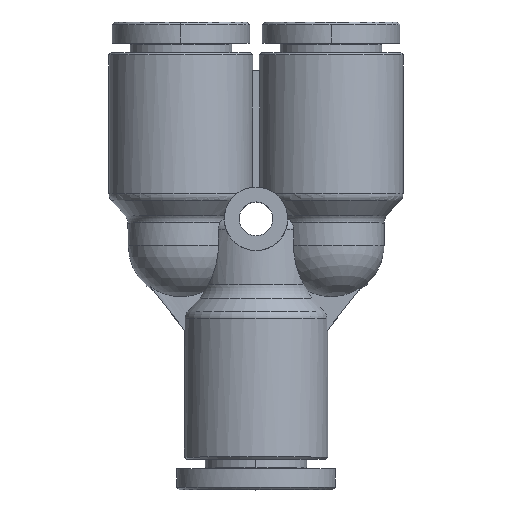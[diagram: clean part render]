
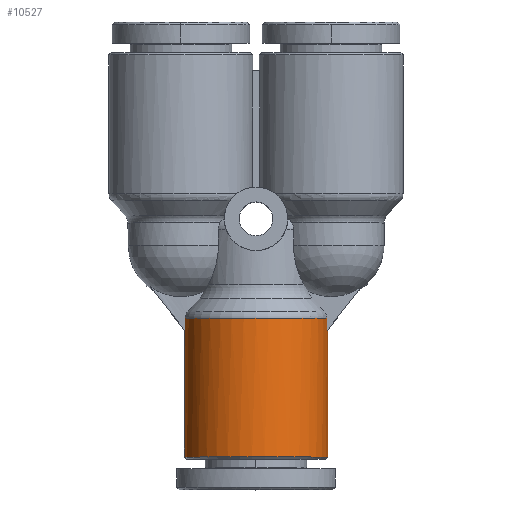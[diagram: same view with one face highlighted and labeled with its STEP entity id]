
A CAD part, top view. The second image highlights one B-rep face of the part: STEP entity #10527.
In plain terms, the highlighted cylindrical face has radius 6.8 mm (diameter 13.6 mm), a partial arc.
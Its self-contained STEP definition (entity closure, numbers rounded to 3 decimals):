
#1206=CYLINDRICAL_SURFACE('',#23848,6.8);
#1286=FACE_OUTER_BOUND('',#2482,.F.);
#2482=EDGE_LOOP('',(#3792,#3793,#3794,#3795,#3796,#3797,#3798,#3799,#3800));
#3792=ORIENTED_EDGE('',*,*,#18121,.F.);
#3793=ORIENTED_EDGE('',*,*,#18122,.F.);
#3794=ORIENTED_EDGE('',*,*,#18123,.T.);
#3795=ORIENTED_EDGE('',*,*,#18124,.F.);
#3796=ORIENTED_EDGE('',*,*,#18125,.F.);
#3797=ORIENTED_EDGE('',*,*,#18126,.F.);
#3798=ORIENTED_EDGE('',*,*,#21380,.F.);
#3799=ORIENTED_EDGE('',*,*,#18128,.T.);
#3800=ORIENTED_EDGE('',*,*,#21379,.F.);
#10527=ADVANCED_FACE('',(#1286),#1206,.T.);
#11729=LINE('',#33013,#14637);
#11730=LINE('',#33015,#14638);
#14595=LINE('',#38329,#17503);
#14596=LINE('',#38330,#17504);
#14637=VECTOR('',#25033,1.117);
#14638=VECTOR('',#25036,1.117);
#17503=VECTOR('',#28079,12.);
#17504=VECTOR('',#28080,12.);
#17586=B_SPLINE_CURVE_WITH_KNOTS('',3,(#33017,#33018,#33019,#33020,#33021,
#33022),.UNSPECIFIED.,.F.,.F.,(4,1,1,4),(0.,0.389,0.611,
1.),.UNSPECIFIED.);
#17931=CIRCLE('',#23742,6.8);
#17932=CIRCLE('',#23743,6.8);
#17933=CIRCLE('',#23744,6.8);
#17935=CIRCLE('',#23746,6.8);
#18121=EDGE_CURVE('',#23588,#23589,#17931,.T.);
#18122=EDGE_CURVE('',#23587,#23588,#11729,.T.);
#18123=EDGE_CURVE('',#23587,#23586,#17932,.T.);
#18124=EDGE_CURVE('',#23585,#23586,#11730,.T.);
#18125=EDGE_CURVE('',#23584,#23585,#17933,.T.);
#18126=EDGE_CURVE('',#23594,#23584,#17586,.T.);
#18128=EDGE_CURVE('',#23581,#23583,#17935,.T.);
#21379=EDGE_CURVE('',#23589,#23583,#14595,.T.);
#21380=EDGE_CURVE('',#23581,#23594,#14596,.T.);
#23581=VERTEX_POINT('',#32493);
#23583=VERTEX_POINT('',#32495);
#23584=VERTEX_POINT('',#32496);
#23585=VERTEX_POINT('',#32497);
#23586=VERTEX_POINT('',#32498);
#23587=VERTEX_POINT('',#32499);
#23588=VERTEX_POINT('',#32500);
#23589=VERTEX_POINT('',#32501);
#23594=VERTEX_POINT('',#32506);
#23742=AXIS2_PLACEMENT_3D('',#33012,#25031,#25032);
#23743=AXIS2_PLACEMENT_3D('',#33014,#25034,#25035);
#23744=AXIS2_PLACEMENT_3D('',#33016,#25037,#25038);
#23746=AXIS2_PLACEMENT_3D('',#33024,#25041,#25042);
#23848=AXIS2_PLACEMENT_3D('',#38895,#28141,#28142);
#25031=DIRECTION('',(0.,-1.,0.));
#25032=DIRECTION('',(-0.983,0.,0.184));
#25033=DIRECTION('',(0.,-1.,0.));
#25034=DIRECTION('',(0.,1.,0.));
#25035=DIRECTION('',(-0.983,0.,0.184));
#25036=DIRECTION('',(0.,1.,0.));
#25037=DIRECTION('',(0.,-1.,0.));
#25038=DIRECTION('',(0.993,0.,0.121));
#25041=DIRECTION('',(0.,-1.,0.));
#25042=DIRECTION('',(0.993,0.,-0.121));
#28079=DIRECTION('',(0.,-1.,0.));
#28080=DIRECTION('',(0.,1.,0.));
#28141=DIRECTION('',(0.,1.,0.));
#28142=DIRECTION('',(-0.999,0.,0.034));
#32493=CARTESIAN_POINT('',(24.946,-9.902,30.463));
#32495=CARTESIAN_POINT('',(11.446,-9.902,32.109));
#32496=CARTESIAN_POINT('',(24.946,2.098,32.109));
#32497=CARTESIAN_POINT('',(24.88,2.098,32.536));
#32498=CARTESIAN_POINT('',(24.88,3.215,32.536));
#32499=CARTESIAN_POINT('',(11.512,3.215,32.536));
#32500=CARTESIAN_POINT('',(11.512,2.098,32.536));
#32501=CARTESIAN_POINT('',(11.446,2.098,32.109));
#32506=CARTESIAN_POINT('',(24.946,2.098,30.463));
#33012=CARTESIAN_POINT('',(18.196,2.098,31.286));
#33013=CARTESIAN_POINT('',(11.512,3.215,32.536));
#33014=CARTESIAN_POINT('',(18.196,3.215,31.286));
#33015=CARTESIAN_POINT('',(24.88,2.098,32.536));
#33016=CARTESIAN_POINT('',(18.196,2.098,31.286));
#33017=CARTESIAN_POINT('',(24.946,2.098,30.463));
#33018=CARTESIAN_POINT('',(24.972,2.131,30.673));
#33019=CARTESIAN_POINT('',(24.997,2.163,31.009));
#33020=CARTESIAN_POINT('',(24.997,2.163,31.562));
#33021=CARTESIAN_POINT('',(24.972,2.131,31.898));
#33022=CARTESIAN_POINT('',(24.946,2.098,32.109));
#33024=CARTESIAN_POINT('',(18.196,-9.902,31.286));
#38329=CARTESIAN_POINT('',(11.446,2.098,32.109));
#38330=CARTESIAN_POINT('',(24.946,-9.902,30.463));
#38895=CARTESIAN_POINT('',(18.196,3.871,31.286));
